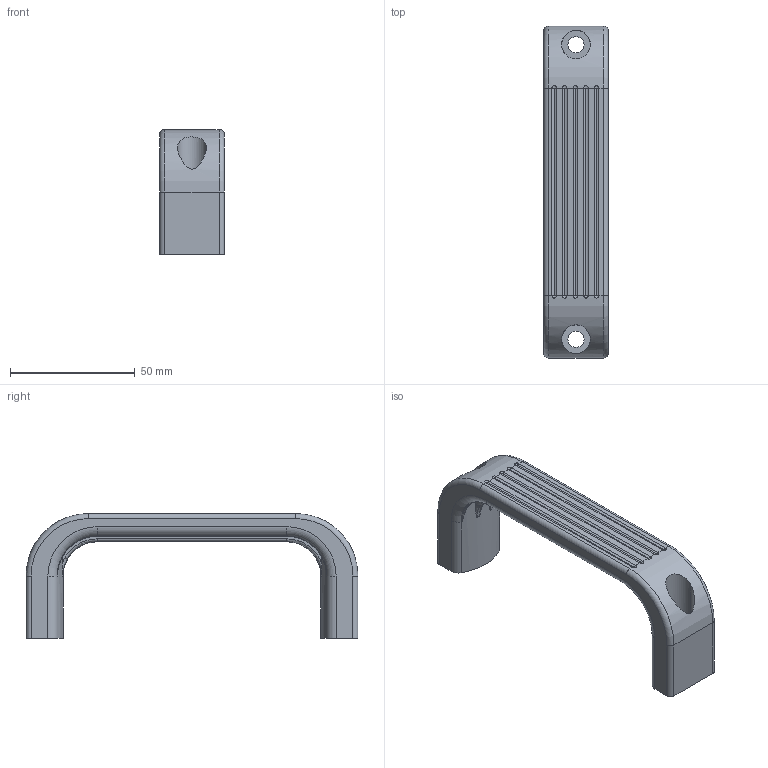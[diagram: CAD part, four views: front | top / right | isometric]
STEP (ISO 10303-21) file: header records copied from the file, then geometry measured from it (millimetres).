
FILE_DESCRIPTION(('STEP AP214'),'1');
FILE_NAME('fath_092308s01.stp','2017-04-25T08:41:14',('TraceParts'),('TraceParts S.A.'),'Spatial InterOp 3D',' ',' ');
FILE_SCHEMA(('automotive_design'));
Length unit declared in the file: millimetre
Products named in the file (1): fath_092308s01
Bounding box: 26 x 133 x 50 mm (x, y, z)
Volume: 39064.1 mm3; surface area: 23280.7 mm2
Topology: 1 solids, 1 shells, 165 faces, 415 edges, 258 vertices
Faces by surface type: cylinder 80, torus 46, plane 39
Entity records: 6748 total; most frequent: CARTESIAN_POINT 1329, DIRECTION 925, ORIENTED_EDGE 830, EDGE_CURVE 415, AXIS2_PLACEMENT_3D 378, VERTEX_POINT 258, CIRCLE 212, EDGE_LOOP 175
